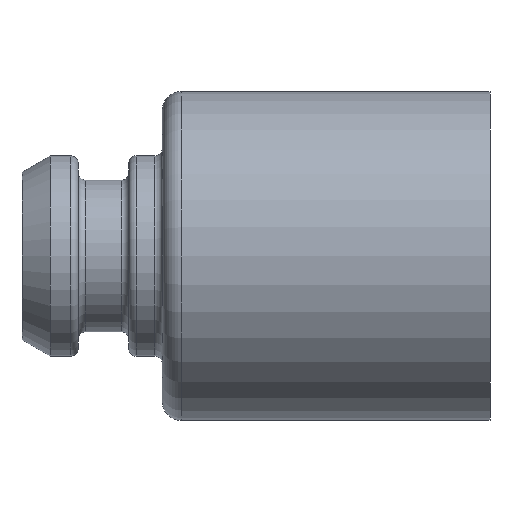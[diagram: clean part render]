
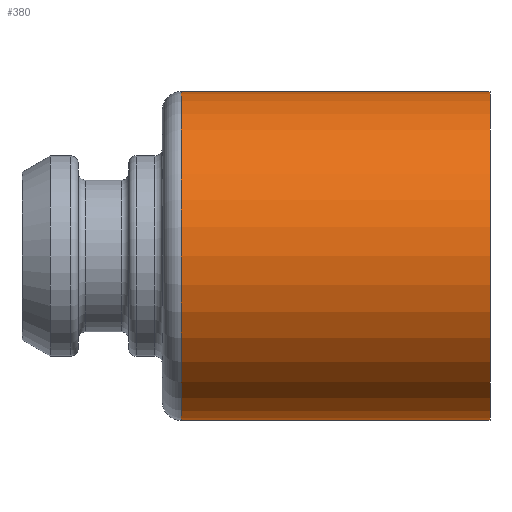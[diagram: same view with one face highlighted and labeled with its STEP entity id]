
A CAD part, left-side view. The second image highlights one B-rep face of the part: STEP entity #380.
In plain terms, the highlighted cylindrical face has radius 8.785 mm (diameter 17.57 mm), a partial arc.
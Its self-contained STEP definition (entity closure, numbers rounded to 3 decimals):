
#12 = AXIS2_PLACEMENT_3D ( 'NONE', #1095, #629, #24 ) ;
#17 = VECTOR ( 'NONE', #396, 1000. ) ;
#24 = DIRECTION ( 'NONE',  ( 0., 0., -1. ) ) ;
#84 = CARTESIAN_POINT ( 'NONE',  ( 0., 0., 0. ) ) ;
#88 = CIRCLE ( 'NONE', #12, 8.785 ) ;
#105 = VECTOR ( 'NONE', #642, 1000. ) ;
#122 = LINE ( 'NONE', #837, #17 ) ;
#138 = DIRECTION ( 'NONE',  ( 0., 0., -1. ) ) ;
#282 = CARTESIAN_POINT ( 'NONE',  ( 0., 0., 8.785 ) ) ;
#317 = DIRECTION ( 'NONE',  ( 0., -1., 0. ) ) ;
#326 = VERTEX_POINT ( 'NONE', #424 ) ;
#341 = CARTESIAN_POINT ( 'NONE',  ( 0., 0., 0. ) ) ;
#380 = ADVANCED_FACE ( 'NONE', ( #788 ), #1145, .T. ) ;
#386 = CIRCLE ( 'NONE', #903, 8.785 ) ;
#396 = DIRECTION ( 'NONE',  ( 0., -1., 0. ) ) ;
#424 = CARTESIAN_POINT ( 'NONE',  ( 0., 16.5, 8.785 ) ) ;
#445 = DIRECTION ( 'NONE',  ( 0., -1., 0. ) ) ;
#466 = CARTESIAN_POINT ( 'NONE',  ( 0., 0., 8.785 ) ) ;
#476 = DIRECTION ( 'NONE',  ( 0., 0., -1. ) ) ;
#486 = EDGE_CURVE ( 'NONE', #748, #770, #122, .T. ) ;
#544 = ORIENTED_EDGE ( 'NONE', *, *, #1034, .F. ) ;
#629 = DIRECTION ( 'NONE',  ( 0., -1., 0. ) ) ;
#636 = CARTESIAN_POINT ( 'NONE',  ( 0., 16.5, -8.785 ) ) ;
#642 = DIRECTION ( 'NONE',  ( 0., -1., 0. ) ) ;
#654 = CARTESIAN_POINT ( 'NONE',  ( 0., 0., -8.785 ) ) ;
#664 = LINE ( 'NONE', #466, #105 ) ;
#672 = EDGE_CURVE ( 'NONE', #326, #748, #88, .T. ) ;
#704 = ORIENTED_EDGE ( 'NONE', *, *, #794, .F. ) ;
#748 = VERTEX_POINT ( 'NONE', #636 ) ;
#755 = ORIENTED_EDGE ( 'NONE', *, *, #672, .T. ) ;
#770 = VERTEX_POINT ( 'NONE', #654 ) ;
#786 = ORIENTED_EDGE ( 'NONE', *, *, #486, .T. ) ;
#788 = FACE_OUTER_BOUND ( 'NONE', #921, .T. ) ;
#794 = EDGE_CURVE ( 'NONE', #1123, #770, #386, .T. ) ;
#837 = CARTESIAN_POINT ( 'NONE',  ( 0., 0., -8.785 ) ) ;
#903 = AXIS2_PLACEMENT_3D ( 'NONE', #84, #445, #476 ) ;
#921 = EDGE_LOOP ( 'NONE', ( #544, #755, #786, #704 ) ) ;
#1034 = EDGE_CURVE ( 'NONE', #326, #1123, #664, .T. ) ;
#1053 = AXIS2_PLACEMENT_3D ( 'NONE', #341, #317, #138 ) ;
#1095 = CARTESIAN_POINT ( 'NONE',  ( 0., 16.5, 0. ) ) ;
#1123 = VERTEX_POINT ( 'NONE', #282 ) ;
#1145 = CYLINDRICAL_SURFACE ( 'NONE', #1053, 8.785 ) ;
